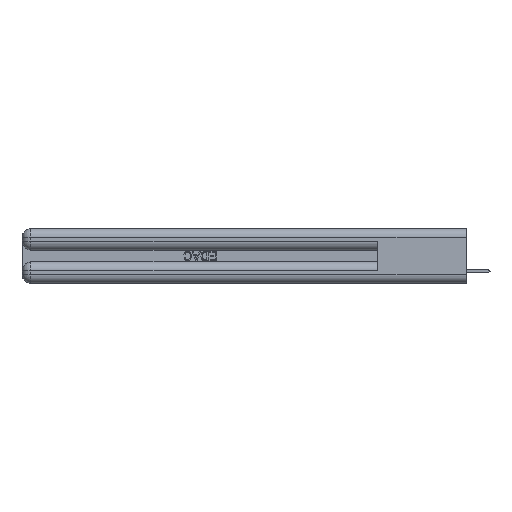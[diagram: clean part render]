
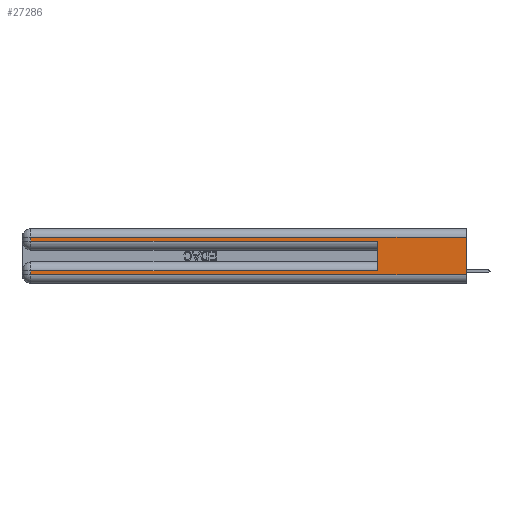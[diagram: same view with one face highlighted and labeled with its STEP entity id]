
A CAD part, left-side view. The second image highlights one B-rep face of the part: STEP entity #27286.
In plain terms, the highlighted planar face has unit normal (-1, 0, 0).
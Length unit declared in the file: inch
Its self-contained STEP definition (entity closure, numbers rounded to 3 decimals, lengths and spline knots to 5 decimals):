
#189 = LINE ( 'NONE', #5726, #2326 ) ;
#696 = CARTESIAN_POINT ( 'NONE',  ( 0., 0., 0.06 ) ) ;
#1015 = VECTOR ( 'NONE', #11906, 39.37008 ) ;
#2326 = VECTOR ( 'NONE', #15695, 39.37008 ) ;
#4103 = ORIENTED_EDGE ( 'NONE', *, *, #27445, .T. ) ;
#4246 = VERTEX_POINT ( 'NONE', #5533 ) ;
#4601 = ORIENTED_EDGE ( 'NONE', *, *, #32066, .T. ) ;
#5472 = DIRECTION ( 'NONE',  ( 0., 0., -1. ) ) ;
#5533 = CARTESIAN_POINT ( 'NONE',  ( 0., 2.94, 0.085 ) ) ;
#5726 = CARTESIAN_POINT ( 'NONE',  ( 0., 0., 0.37 ) ) ;
#5844 = VERTEX_POINT ( 'NONE', #12277 ) ;
#6603 = CARTESIAN_POINT ( 'NONE',  ( 0., 2.94, 0.285 ) ) ;
#7313 = EDGE_CURVE ( 'NONE', #16394, #41675, #31912, .T. ) ;
#7681 = ORIENTED_EDGE ( 'NONE', *, *, #19694, .F. ) ;
#8700 = CARTESIAN_POINT ( 'NONE',  ( 0., 2.94, 0.37 ) ) ;
#8847 = CARTESIAN_POINT ( 'NONE',  ( 0., 0., 0.285 ) ) ;
#11176 = CARTESIAN_POINT ( 'NONE',  ( 0., 0.6, 0.285 ) ) ;
#11906 = DIRECTION ( 'NONE',  ( 0., 0., -1. ) ) ;
#12277 = CARTESIAN_POINT ( 'NONE',  ( 0., 0., 0.31 ) ) ;
#12363 = VERTEX_POINT ( 'NONE', #15176 ) ;
#12562 = DIRECTION ( 'NONE',  ( 0., -1., 0. ) ) ;
#13439 = CARTESIAN_POINT ( 'NONE',  ( 0., 0.6, 0.085 ) ) ;
#13793 = LINE ( 'NONE', #24379, #20129 ) ;
#13869 = ORIENTED_EDGE ( 'NONE', *, *, #17282, .T. ) ;
#14882 = CARTESIAN_POINT ( 'NONE',  ( 0., 0., 0.37 ) ) ;
#15176 = CARTESIAN_POINT ( 'NONE',  ( 0., 2.94, 0.06 ) ) ;
#15338 = CARTESIAN_POINT ( 'NONE',  ( 0., 2.94, 0.31 ) ) ;
#15555 = VECTOR ( 'NONE', #27819, 39.37008 ) ;
#15695 = DIRECTION ( 'NONE',  ( 0., 0., -1. ) ) ;
#16157 = CARTESIAN_POINT ( 'NONE',  ( 0., 2.94, 0.37 ) ) ;
#16394 = VERTEX_POINT ( 'NONE', #6603 ) ;
#17282 = EDGE_CURVE ( 'NONE', #18848, #4246, #26075, .T. ) ;
#17809 = VERTEX_POINT ( 'NONE', #27221 ) ;
#18848 = VERTEX_POINT ( 'NONE', #13439 ) ;
#19672 = VECTOR ( 'NONE', #24655, 39.37008 ) ;
#19694 = EDGE_CURVE ( 'NONE', #18848, #41675, #13793, .T. ) ;
#20129 = VECTOR ( 'NONE', #28111, 39.37008 ) ;
#22111 = VECTOR ( 'NONE', #5472, 39.37008 ) ;
#23935 = ORIENTED_EDGE ( 'NONE', *, *, #7313, .T. ) ;
#24379 = CARTESIAN_POINT ( 'NONE',  ( 0., 0.6, 0.145 ) ) ;
#24594 = DIRECTION ( 'NONE',  ( 1., 0., 0. ) ) ;
#24655 = DIRECTION ( 'NONE',  ( 0., 1., 0. ) ) ;
#24872 = AXIS2_PLACEMENT_3D ( 'NONE', #14882, #24594, #28476 ) ;
#25069 = ORIENTED_EDGE ( 'NONE', *, *, #41971, .F. ) ;
#25718 = ORIENTED_EDGE ( 'NONE', *, *, #34783, .T. ) ;
#26075 = LINE ( 'NONE', #40973, #39248 ) ;
#26120 = LINE ( 'NONE', #696, #15555 ) ;
#26175 = FACE_OUTER_BOUND ( 'NONE', #35601, .T. ) ;
#27221 = CARTESIAN_POINT ( 'NONE',  ( 0., 0., 0.06 ) ) ;
#27286 = ADVANCED_FACE ( 'NONE', ( #26175 ), #28178, .F. ) ;
#27445 = EDGE_CURVE ( 'NONE', #4246, #12363, #41137, .T. ) ;
#27569 = LINE ( 'NONE', #41336, #19672 ) ;
#27819 = DIRECTION ( 'NONE',  ( 0., -1., 0. ) ) ;
#28087 = EDGE_CURVE ( 'NONE', #43615, #16394, #35812, .T. ) ;
#28111 = DIRECTION ( 'NONE',  ( 0., 0., 1. ) ) ;
#28178 = PLANE ( 'NONE',  #24872 ) ;
#28476 = DIRECTION ( 'NONE',  ( 0., 0., -1. ) ) ;
#30935 = ORIENTED_EDGE ( 'NONE', *, *, #28087, .T. ) ;
#31912 = LINE ( 'NONE', #8847, #42463 ) ;
#32066 = EDGE_CURVE ( 'NONE', #5844, #43615, #27569, .T. ) ;
#34783 = EDGE_CURVE ( 'NONE', #12363, #17809, #26120, .T. ) ;
#35601 = EDGE_LOOP ( 'NONE', ( #25069, #4601, #30935, #23935, #7681, #13869, #4103, #25718 ) ) ;
#35812 = LINE ( 'NONE', #16157, #1015 ) ;
#38296 = DIRECTION ( 'NONE',  ( 0., 1., 0. ) ) ;
#39248 = VECTOR ( 'NONE', #38296, 39.37008 ) ;
#40973 = CARTESIAN_POINT ( 'NONE',  ( 0., 0., 0.085 ) ) ;
#41137 = LINE ( 'NONE', #8700, #22111 ) ;
#41336 = CARTESIAN_POINT ( 'NONE',  ( 0., 0., 0.31 ) ) ;
#41675 = VERTEX_POINT ( 'NONE', #11176 ) ;
#41971 = EDGE_CURVE ( 'NONE', #5844, #17809, #189, .T. ) ;
#42463 = VECTOR ( 'NONE', #12562, 39.37008 ) ;
#43615 = VERTEX_POINT ( 'NONE', #15338 ) ;
